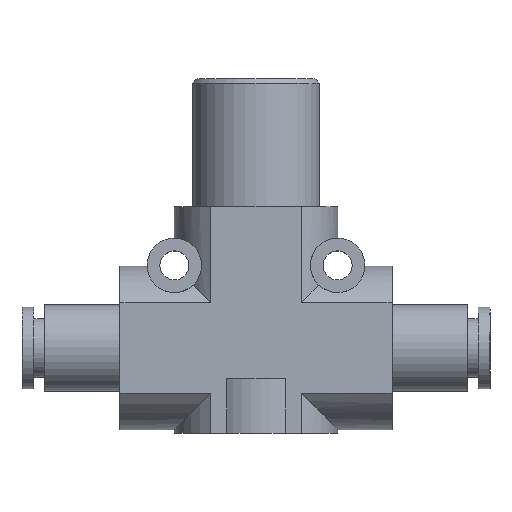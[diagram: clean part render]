
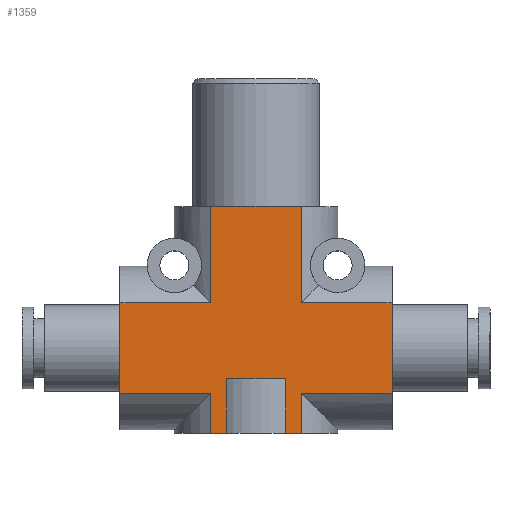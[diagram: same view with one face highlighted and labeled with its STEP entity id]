
A CAD part, top view. The second image highlights one B-rep face of the part: STEP entity #1359.
In plain terms, the highlighted planar face has unit normal (0, 0, 1).
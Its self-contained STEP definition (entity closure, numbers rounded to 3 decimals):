
#156=ORIENTED_EDGE('',*,*,#364,.T.);
#157=ORIENTED_EDGE('',*,*,#378,.F.);
#158=ORIENTED_EDGE('',*,*,#388,.F.);
#159=ORIENTED_EDGE('',*,*,#389,.F.);
#160=ORIENTED_EDGE('',*,*,#390,.F.);
#161=ORIENTED_EDGE('',*,*,#391,.F.);
#162=ORIENTED_EDGE('',*,*,#392,.F.);
#163=ORIENTED_EDGE('',*,*,#393,.F.);
#164=ORIENTED_EDGE('',*,*,#394,.F.);
#165=ORIENTED_EDGE('',*,*,#395,.F.);
#166=ORIENTED_EDGE('',*,*,#396,.F.);
#167=ORIENTED_EDGE('',*,*,#397,.F.);
#168=ORIENTED_EDGE('',*,*,#372,.T.);
#169=ORIENTED_EDGE('',*,*,#398,.T.);
#170=ORIENTED_EDGE('',*,*,#399,.T.);
#171=ORIENTED_EDGE('',*,*,#400,.T.);
#364=EDGE_CURVE('',#485,#484,#573,.T.);
#372=EDGE_CURVE('',#493,#492,#580,.T.);
#378=EDGE_CURVE('',#497,#484,#584,.T.);
#388=EDGE_CURVE('',#503,#497,#593,.T.);
#389=EDGE_CURVE('',#504,#503,#594,.T.);
#390=EDGE_CURVE('',#505,#504,#595,.T.);
#391=EDGE_CURVE('',#506,#505,#596,.T.);
#392=EDGE_CURVE('',#507,#506,#597,.T.);
#393=EDGE_CURVE('',#508,#507,#598,.T.);
#394=EDGE_CURVE('',#509,#508,#599,.T.);
#395=EDGE_CURVE('',#510,#509,#600,.T.);
#396=EDGE_CURVE('',#511,#510,#601,.T.);
#397=EDGE_CURVE('',#493,#511,#602,.T.);
#398=EDGE_CURVE('',#492,#512,#603,.T.);
#399=EDGE_CURVE('',#512,#513,#604,.T.);
#400=EDGE_CURVE('',#513,#485,#605,.T.);
#484=VERTEX_POINT('',#1849);
#485=VERTEX_POINT('',#1851);
#492=VERTEX_POINT('',#1865);
#493=VERTEX_POINT('',#1867);
#497=VERTEX_POINT('',#1877);
#503=VERTEX_POINT('',#1899);
#504=VERTEX_POINT('',#1901);
#505=VERTEX_POINT('',#1903);
#506=VERTEX_POINT('',#1905);
#507=VERTEX_POINT('',#1907);
#508=VERTEX_POINT('',#1909);
#509=VERTEX_POINT('',#1911);
#510=VERTEX_POINT('',#1913);
#511=VERTEX_POINT('',#1915);
#512=VERTEX_POINT('',#1918);
#513=VERTEX_POINT('',#1920);
#573=LINE('',#1850,#641);
#580=LINE('',#1866,#648);
#584=LINE('',#1878,#652);
#593=LINE('',#1898,#661);
#594=LINE('',#1900,#662);
#595=LINE('',#1902,#663);
#596=LINE('',#1904,#664);
#597=LINE('',#1906,#665);
#598=LINE('',#1908,#666);
#599=LINE('',#1910,#667);
#600=LINE('',#1912,#668);
#601=LINE('',#1914,#669);
#602=LINE('',#1916,#670);
#603=LINE('',#1917,#671);
#604=LINE('',#1919,#672);
#605=LINE('',#1921,#673);
#641=VECTOR('',#1551,1000.);
#648=VECTOR('',#1560,1000.);
#652=VECTOR('',#1570,1000.);
#661=VECTOR('',#1591,1000.);
#662=VECTOR('',#1592,1000.);
#663=VECTOR('',#1593,1000.);
#664=VECTOR('',#1594,1000.);
#665=VECTOR('',#1595,1000.);
#666=VECTOR('',#1596,1000.);
#667=VECTOR('',#1597,1000.);
#668=VECTOR('',#1598,1000.);
#669=VECTOR('',#1599,1000.);
#670=VECTOR('',#1600,1000.);
#671=VECTOR('',#1601,1000.);
#672=VECTOR('',#1602,1000.);
#673=VECTOR('',#1603,1000.);
#709=EDGE_LOOP('',(#156,#157,#158,#159,#160,#161,#162,#163,#164,#165,#166,
#167,#168,#169,#170,#171));
#801=FACE_BOUND('',#709,.T.);
#892=PLANE('',#1437);
#1359=ADVANCED_FACE('',(#801),#892,.T.);
#1437=AXIS2_PLACEMENT_3D('',#1897,#1589,#1590);
#1551=DIRECTION('',(1.,0.,0.));
#1560=DIRECTION('',(1.,0.,0.));
#1570=DIRECTION('',(0.,-1.,0.));
#1589=DIRECTION('',(0.,0.,1.));
#1590=DIRECTION('',(1.,0.,0.));
#1591=DIRECTION('',(-1.,0.,0.));
#1592=DIRECTION('',(0.,-1.,0.));
#1593=DIRECTION('',(1.,0.,0.));
#1594=DIRECTION('',(0.,-1.,0.));
#1595=DIRECTION('',(1.,0.,0.));
#1596=DIRECTION('',(0.,1.,0.));
#1597=DIRECTION('',(1.,0.,0.));
#1598=DIRECTION('',(0.,1.,0.));
#1599=DIRECTION('',(-1.,0.,0.));
#1600=DIRECTION('',(0.,1.,0.));
#1601=DIRECTION('',(0.,1.,0.));
#1602=DIRECTION('',(1.,0.,0.));
#1603=DIRECTION('',(0.,-1.,0.));
#1849=CARTESIAN_POINT('',(4.975,1.9,7.5));
#1850=CARTESIAN_POINT('',(3.2,1.9,7.5));
#1851=CARTESIAN_POINT('',(3.2,1.9,7.5));
#1865=CARTESIAN_POINT('',(-3.2,1.9,7.5));
#1866=CARTESIAN_POINT('',(-4.975,1.9,7.5));
#1867=CARTESIAN_POINT('',(-4.975,1.9,7.5));
#1877=CARTESIAN_POINT('',(4.975,6.325,7.5));
#1878=CARTESIAN_POINT('',(4.975,6.325,7.5));
#1897=CARTESIAN_POINT('',(15.,36.667,7.5));
#1898=CARTESIAN_POINT('',(15.,6.325,7.5));
#1899=CARTESIAN_POINT('',(15.,6.325,7.5));
#1900=CARTESIAN_POINT('',(15.,16.275,7.5));
#1901=CARTESIAN_POINT('',(15.,16.275,7.5));
#1902=CARTESIAN_POINT('',(4.975,16.275,7.5));
#1903=CARTESIAN_POINT('',(4.975,16.275,7.5));
#1904=CARTESIAN_POINT('',(4.975,26.9,7.5));
#1905=CARTESIAN_POINT('',(4.975,26.9,7.5));
#1906=CARTESIAN_POINT('',(-4.975,26.9,7.5));
#1907=CARTESIAN_POINT('',(-4.975,26.9,7.5));
#1908=CARTESIAN_POINT('',(-4.975,16.275,7.5));
#1909=CARTESIAN_POINT('',(-4.975,16.275,7.5));
#1910=CARTESIAN_POINT('',(-15.,16.275,7.5));
#1911=CARTESIAN_POINT('',(-15.,16.275,7.5));
#1912=CARTESIAN_POINT('',(-15.,6.325,7.5));
#1913=CARTESIAN_POINT('',(-15.,6.325,7.5));
#1914=CARTESIAN_POINT('',(-4.975,6.325,7.5));
#1915=CARTESIAN_POINT('',(-4.975,6.325,7.5));
#1916=CARTESIAN_POINT('',(-4.975,1.9,7.5));
#1917=CARTESIAN_POINT('',(-3.2,1.9,7.5));
#1918=CARTESIAN_POINT('',(-3.2,7.9,7.5));
#1919=CARTESIAN_POINT('',(-3.2,7.9,7.5));
#1920=CARTESIAN_POINT('',(3.2,7.9,7.5));
#1921=CARTESIAN_POINT('',(3.2,7.9,7.5));
